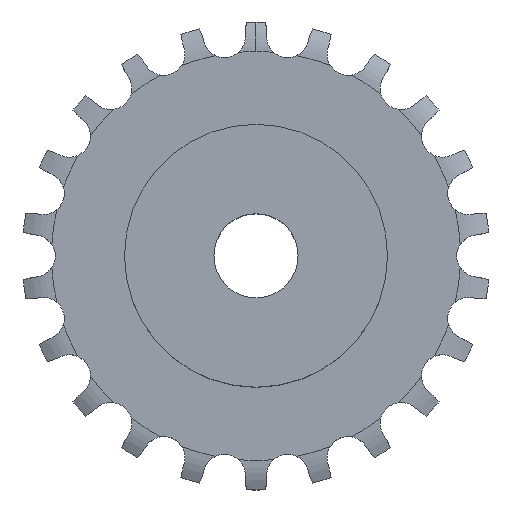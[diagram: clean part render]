
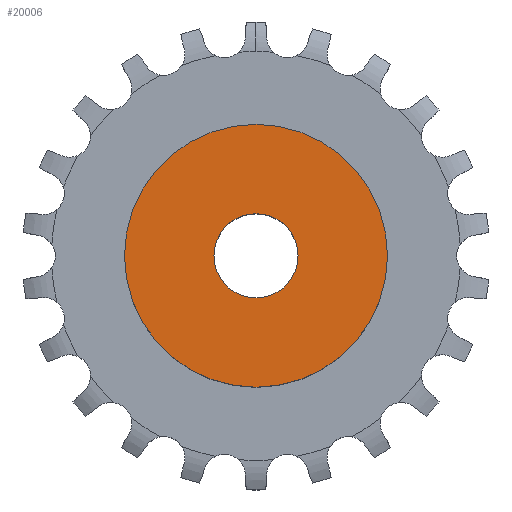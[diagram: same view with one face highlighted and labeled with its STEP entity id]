
A CAD part, top view. The second image highlights one B-rep face of the part: STEP entity #20006.
In plain terms, the highlighted planar face has unit normal (0, 0, 1).
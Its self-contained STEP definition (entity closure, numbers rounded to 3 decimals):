
#3554 = CYLINDRICAL_SURFACE('',#3555,4.);
#3555 = AXIS2_PLACEMENT_3D('',#3556,#3557,#3558);
#3556 = CARTESIAN_POINT('',(0.,0.,64.854));
#3557 = DIRECTION('',(0.,0.,1.));
#3558 = DIRECTION('',(1.,0.,-0.));
#6105 = CYLINDRICAL_SURFACE('',#6106,12.5);
#6106 = AXIS2_PLACEMENT_3D('',#6107,#6108,#6109);
#6107 = CARTESIAN_POINT('',(0.,0.,0.));
#6108 = DIRECTION('',(-0.,-0.,-1.));
#6109 = DIRECTION('',(1.,0.,0.));
#16188 = EDGE_CURVE('',#16189,#16189,#16191,.T.);
#16189 = VERTEX_POINT('',#16190);
#16190 = CARTESIAN_POINT('',(4.,0.,11.7));
#16191 = SURFACE_CURVE('',#16192,(#16197,#16204),.PCURVE_S1.);
#16192 = CIRCLE('',#16193,4.);
#16193 = AXIS2_PLACEMENT_3D('',#16194,#16195,#16196);
#16194 = CARTESIAN_POINT('',(0.,0.,11.7));
#16195 = DIRECTION('',(0.,0.,1.));
#16196 = DIRECTION('',(1.,0.,-0.));
#16197 = PCURVE('',#3554,#16198);
#16198 = DEFINITIONAL_REPRESENTATION('',(#16199),#16203);
#16199 = LINE('',#16200,#16201);
#16200 = CARTESIAN_POINT('',(0.,-53.154));
#16201 = VECTOR('',#16202,1.);
#16202 = DIRECTION('',(1.,0.));
#16203 = ( GEOMETRIC_REPRESENTATION_CONTEXT(2) 
PARAMETRIC_REPRESENTATION_CONTEXT() REPRESENTATION_CONTEXT('2D SPACE',''
  ) );
#16204 = PCURVE('',#16205,#16210);
#16205 = PLANE('',#16206);
#16206 = AXIS2_PLACEMENT_3D('',#16207,#16208,#16209);
#16207 = CARTESIAN_POINT('',(0.,0.,11.7));
#16208 = DIRECTION('',(-0.,0.,1.));
#16209 = DIRECTION('',(0.,-1.,0.));
#16210 = DEFINITIONAL_REPRESENTATION('',(#16211),#16215);
#16211 = CIRCLE('',#16212,4.);
#16212 = AXIS2_PLACEMENT_2D('',#16213,#16214);
#16213 = CARTESIAN_POINT('',(0.,0.));
#16214 = DIRECTION('',(0.,1.));
#16215 = ( GEOMETRIC_REPRESENTATION_CONTEXT(2) 
PARAMETRIC_REPRESENTATION_CONTEXT() REPRESENTATION_CONTEXT('2D SPACE',''
  ) );
#18681 = VERTEX_POINT('',#18682);
#18682 = CARTESIAN_POINT('',(12.5,0.,11.7));
#18703 = EDGE_CURVE('',#18681,#18681,#18704,.T.);
#18704 = SURFACE_CURVE('',#18705,(#18710,#18717),.PCURVE_S1.);
#18705 = CIRCLE('',#18706,12.5);
#18706 = AXIS2_PLACEMENT_3D('',#18707,#18708,#18709);
#18707 = CARTESIAN_POINT('',(0.,0.,11.7));
#18708 = DIRECTION('',(0.,0.,1.));
#18709 = DIRECTION('',(1.,0.,0.));
#18710 = PCURVE('',#6105,#18711);
#18711 = DEFINITIONAL_REPRESENTATION('',(#18712),#18716);
#18712 = LINE('',#18713,#18714);
#18713 = CARTESIAN_POINT('',(-0.,-11.7));
#18714 = VECTOR('',#18715,1.);
#18715 = DIRECTION('',(-1.,0.));
#18716 = ( GEOMETRIC_REPRESENTATION_CONTEXT(2) 
PARAMETRIC_REPRESENTATION_CONTEXT() REPRESENTATION_CONTEXT('2D SPACE',''
  ) );
#18717 = PCURVE('',#16205,#18718);
#18718 = DEFINITIONAL_REPRESENTATION('',(#18719),#18723);
#18719 = CIRCLE('',#18720,12.5);
#18720 = AXIS2_PLACEMENT_2D('',#18721,#18722);
#18721 = CARTESIAN_POINT('',(0.,0.));
#18722 = DIRECTION('',(0.,1.));
#18723 = ( GEOMETRIC_REPRESENTATION_CONTEXT(2) 
PARAMETRIC_REPRESENTATION_CONTEXT() REPRESENTATION_CONTEXT('2D SPACE',''
  ) );
#20006 = ADVANCED_FACE('',(#20007,#20010),#16205,.T.);
#20007 = FACE_BOUND('',#20008,.T.);
#20008 = EDGE_LOOP('',(#20009));
#20009 = ORIENTED_EDGE('',*,*,#18703,.T.);
#20010 = FACE_BOUND('',#20011,.T.);
#20011 = EDGE_LOOP('',(#20012));
#20012 = ORIENTED_EDGE('',*,*,#16188,.F.);
